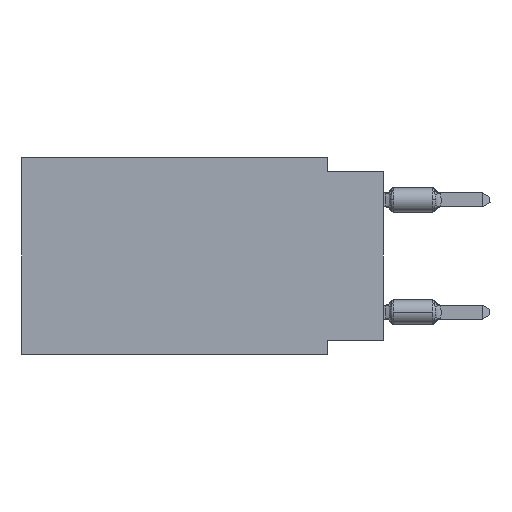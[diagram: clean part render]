
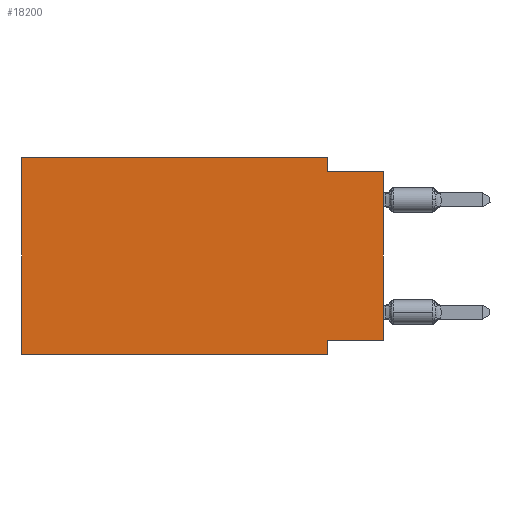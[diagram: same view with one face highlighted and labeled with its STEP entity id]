
A CAD part, left-side view. The second image highlights one B-rep face of the part: STEP entity #18200.
In plain terms, the highlighted planar face has unit normal (-1, 0, 0).
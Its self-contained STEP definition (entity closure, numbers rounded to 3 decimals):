
#148 = EDGE_CURVE ( 'NONE', #26434, #25996, #15964, .T. ) ;
#419 = CARTESIAN_POINT ( 'NONE',  ( 0., 16.383, 0. ) ) ;
#1838 = VECTOR ( 'NONE', #27671, 1000. ) ;
#2060 = ORIENTED_EDGE ( 'NONE', *, *, #148, .F. ) ;
#2268 = EDGE_CURVE ( 'NONE', #17451, #8586, #5709, .T. ) ;
#3640 = LINE ( 'NONE', #18268, #17376 ) ;
#4179 = ORIENTED_EDGE ( 'NONE', *, *, #18959, .F. ) ;
#4655 = VERTEX_POINT ( 'NONE', #17437 ) ;
#4744 = VECTOR ( 'NONE', #26399, 1000. ) ;
#5293 = DIRECTION ( 'NONE',  ( 0., -1., 0. ) ) ;
#5709 = LINE ( 'NONE', #20486, #12953 ) ;
#5978 = EDGE_LOOP ( 'NONE', ( #25797, #16584, #7126, #4179, #18812, #16981, #2060, #26129 ) ) ;
#6897 = VERTEX_POINT ( 'NONE', #22922 ) ;
#6911 = FACE_OUTER_BOUND ( 'NONE', #5978, .T. ) ;
#7126 = ORIENTED_EDGE ( 'NONE', *, *, #7845, .F. ) ;
#7845 = EDGE_CURVE ( 'NONE', #19325, #17451, #17869, .T. ) ;
#8586 = VERTEX_POINT ( 'NONE', #15277 ) ;
#9335 = DIRECTION ( 'NONE',  ( 0., 0., 1. ) ) ;
#9811 = CARTESIAN_POINT ( 'NONE',  ( 0., 2.54, -0.635 ) ) ;
#11107 = CARTESIAN_POINT ( 'NONE',  ( 0., 2.54, 0. ) ) ;
#11320 = CARTESIAN_POINT ( 'NONE',  ( 0., 2.54, -8.89 ) ) ;
#12216 = VERTEX_POINT ( 'NONE', #18324 ) ;
#12617 = LINE ( 'NONE', #19078, #1838 ) ;
#12790 = EDGE_CURVE ( 'NONE', #4655, #26434, #12617, .T. ) ;
#12953 = VECTOR ( 'NONE', #5293, 1000. ) ;
#13171 = LINE ( 'NONE', #20325, #16891 ) ;
#13705 = DIRECTION ( 'NONE',  ( 0., 0., -1. ) ) ;
#15277 = CARTESIAN_POINT ( 'NONE',  ( 0., 0., -0.635 ) ) ;
#15395 = CARTESIAN_POINT ( 'NONE',  ( 0., 2.54, -8.89 ) ) ;
#15501 = DIRECTION ( 'NONE',  ( 1., 0., 0. ) ) ;
#15687 = CARTESIAN_POINT ( 'NONE',  ( 0., 16.383, 0. ) ) ;
#15964 = LINE ( 'NONE', #11320, #23787 ) ;
#16584 = ORIENTED_EDGE ( 'NONE', *, *, #2268, .F. ) ;
#16891 = VECTOR ( 'NONE', #19366, 1000. ) ;
#16981 = ORIENTED_EDGE ( 'NONE', *, *, #19903, .T. ) ;
#17376 = VECTOR ( 'NONE', #22914, 1000. ) ;
#17437 = CARTESIAN_POINT ( 'NONE',  ( 0., 0., -8.255 ) ) ;
#17447 = DIRECTION ( 'NONE',  ( 0., 0., -1. ) ) ;
#17451 = VERTEX_POINT ( 'NONE', #9811 ) ;
#17812 = CARTESIAN_POINT ( 'NONE',  ( 0., 0., 0. ) ) ;
#17869 = LINE ( 'NONE', #11107, #26608 ) ;
#18079 = LINE ( 'NONE', #15687, #20280 ) ;
#18200 = ADVANCED_FACE ( 'NONE', ( #6911 ), #19716, .F. ) ;
#18268 = CARTESIAN_POINT ( 'NONE',  ( 0., 16.383, -8.89 ) ) ;
#18324 = CARTESIAN_POINT ( 'NONE',  ( 0., 16.383, 0. ) ) ;
#18812 = ORIENTED_EDGE ( 'NONE', *, *, #20666, .F. ) ;
#18959 = EDGE_CURVE ( 'NONE', #12216, #19325, #13171, .T. ) ;
#19078 = CARTESIAN_POINT ( 'NONE',  ( 0., 0., -8.255 ) ) ;
#19297 = CARTESIAN_POINT ( 'NONE',  ( 0., 2.54, 0. ) ) ;
#19325 = VERTEX_POINT ( 'NONE', #19297 ) ;
#19366 = DIRECTION ( 'NONE',  ( 0., -1., 0. ) ) ;
#19716 = PLANE ( 'NONE',  #23166 ) ;
#19903 = EDGE_CURVE ( 'NONE', #6897, #25996, #3640, .T. ) ;
#20273 = EDGE_CURVE ( 'NONE', #4655, #8586, #22046, .T. ) ;
#20280 = VECTOR ( 'NONE', #9335, 1000. ) ;
#20325 = CARTESIAN_POINT ( 'NONE',  ( 0., 16.383, 0. ) ) ;
#20486 = CARTESIAN_POINT ( 'NONE',  ( 0., 0., -0.635 ) ) ;
#20666 = EDGE_CURVE ( 'NONE', #6897, #12216, #18079, .T. ) ;
#22046 = LINE ( 'NONE', #17812, #4744 ) ;
#22914 = DIRECTION ( 'NONE',  ( 0., -1., 0. ) ) ;
#22922 = CARTESIAN_POINT ( 'NONE',  ( 0., 16.383, -8.89 ) ) ;
#23166 = AXIS2_PLACEMENT_3D ( 'NONE', #419, #15501, #24074 ) ;
#23787 = VECTOR ( 'NONE', #13705, 1000. ) ;
#24074 = DIRECTION ( 'NONE',  ( 0., 0., -1. ) ) ;
#25797 = ORIENTED_EDGE ( 'NONE', *, *, #20273, .T. ) ;
#25996 = VERTEX_POINT ( 'NONE', #15395 ) ;
#26051 = CARTESIAN_POINT ( 'NONE',  ( 0., 2.54, -8.255 ) ) ;
#26129 = ORIENTED_EDGE ( 'NONE', *, *, #12790, .F. ) ;
#26399 = DIRECTION ( 'NONE',  ( 0., 0., 1. ) ) ;
#26434 = VERTEX_POINT ( 'NONE', #26051 ) ;
#26608 = VECTOR ( 'NONE', #17447, 1000. ) ;
#27671 = DIRECTION ( 'NONE',  ( 0., 1., 0. ) ) ;
